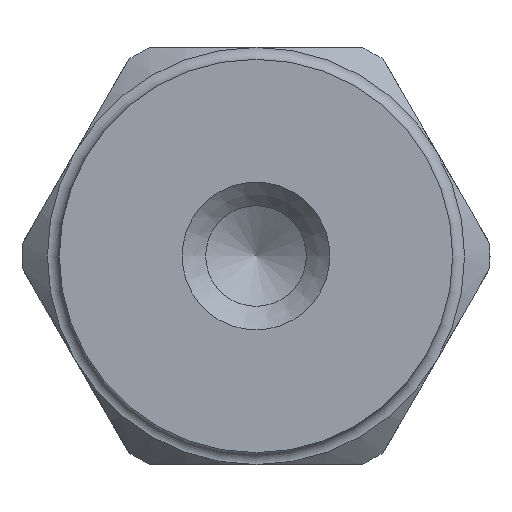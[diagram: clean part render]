
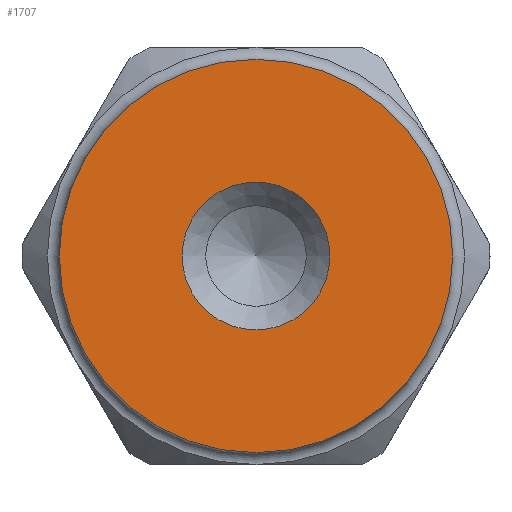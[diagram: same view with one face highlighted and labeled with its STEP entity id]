
A CAD part, front view. The second image highlights one B-rep face of the part: STEP entity #1707.
In plain terms, the highlighted planar face has unit normal (0, -1, 0).
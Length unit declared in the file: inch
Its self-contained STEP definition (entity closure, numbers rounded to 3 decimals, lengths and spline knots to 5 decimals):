
#158=FACE_BOUND('',#473,.T.);
#185=CIRCLE('',#1798,0.155);
#207=CIRCLE('',#1842,0.4125);
#335=FACE_OUTER_BOUND('',#472,.T.);
#472=EDGE_LOOP('',(#1536));
#473=EDGE_LOOP('',(#1537));
#816=VERTEX_POINT('',#7212);
#850=VERTEX_POINT('',#7356);
#1027=EDGE_CURVE('',#816,#816,#185,.T.);
#1079=EDGE_CURVE('',#850,#850,#207,.T.);
#1536=ORIENTED_EDGE('',*,*,#1079,.T.);
#1537=ORIENTED_EDGE('',*,*,#1027,.T.);
#1603=PLANE('',#1844);
#1707=ADVANCED_FACE('',(#335,#158),#1603,.F.);
#1798=AXIS2_PLACEMENT_3D('',#7213,#2103,#2104);
#1842=AXIS2_PLACEMENT_3D('',#7357,#2203,#2204);
#1844=AXIS2_PLACEMENT_3D('',#7359,#2207,#2208);
#2103=DIRECTION('center_axis',(0.,1.,0.));
#2104=DIRECTION('ref_axis',(1.,0.,0.));
#2203=DIRECTION('center_axis',(0.,-1.,0.));
#2204=DIRECTION('ref_axis',(1.,0.,0.));
#2207=DIRECTION('center_axis',(0.,1.,0.));
#2208=DIRECTION('ref_axis',(0.,0.,1.));
#7212=CARTESIAN_POINT('',(0.155,0.,0.));
#7213=CARTESIAN_POINT('Origin',(0.,0.,0.));
#7356=CARTESIAN_POINT('',(0.4125,0.,0.));
#7357=CARTESIAN_POINT('Origin',(0.,0.,0.));
#7359=CARTESIAN_POINT('Origin',(0.,0.,0.));
